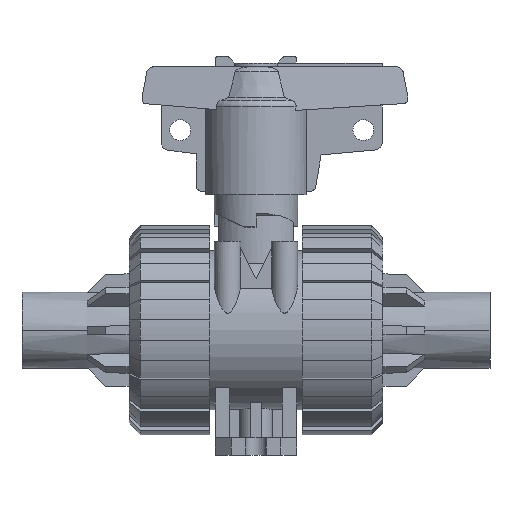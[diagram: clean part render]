
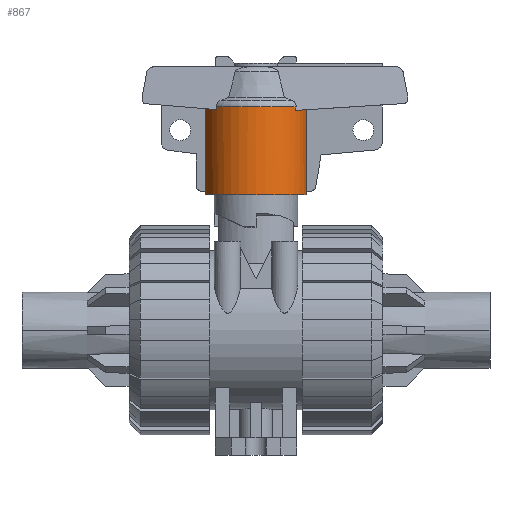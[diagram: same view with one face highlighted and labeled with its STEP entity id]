
A CAD part, front view. The second image highlights one B-rep face of the part: STEP entity #867.
In plain terms, the highlighted cylindrical face has radius 13.75 mm (diameter 27.5 mm), a partial arc.
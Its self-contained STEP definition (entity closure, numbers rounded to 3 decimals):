
#867=ADVANCED_FACE('',(#2037),#2038,.T.);
#2037=FACE_OUTER_BOUND('',#3579,.T.);
#2038=CYLINDRICAL_SURFACE('',#3580,13.75);
#3579=EDGE_LOOP('',(#6389,#6390,#6391,#6392,#6393,#6394,#6395,#6396,#6397,#6398,#6399,#6400));
#3580=AXIS2_PLACEMENT_3D('',#6401,#6402,#6403);
#6389=ORIENTED_EDGE('',*,*,#10477,.T.);
#6390=ORIENTED_EDGE('',*,*,#10534,.F.);
#6391=ORIENTED_EDGE('',*,*,#10504,.T.);
#6392=ORIENTED_EDGE('',*,*,#10473,.T.);
#6393=ORIENTED_EDGE('',*,*,#10386,.T.);
#6394=ORIENTED_EDGE('',*,*,#10529,.F.);
#6395=ORIENTED_EDGE('',*,*,#10564,.T.);
#6396=ORIENTED_EDGE('',*,*,#10369,.T.);
#6397=ORIENTED_EDGE('',*,*,#10565,.T.);
#6398=ORIENTED_EDGE('',*,*,#10531,.F.);
#6399=ORIENTED_EDGE('',*,*,#10390,.T.);
#6400=ORIENTED_EDGE('',*,*,#10404,.T.);
#6401=CARTESIAN_POINT('',(0.0,0.0,80.321));
#6402=DIRECTION('',(0.0,0.0,1.0));
#6403=DIRECTION('',(1.0,0.0,0.0));
#10369=EDGE_CURVE('',#12426,#12424,#12427,.T.);
#10386=EDGE_CURVE('',#12455,#12453,#12456,.T.);
#10390=EDGE_CURVE('',#12461,#12462,#12463,.T.);
#10404=EDGE_CURVE('',#12462,#12485,#12486,.T.);
#10473=EDGE_CURVE('',#12590,#12455,#12591,.T.);
#10477=EDGE_CURVE('',#12485,#12595,#12596,.T.);
#10504=EDGE_CURVE('',#12638,#12590,#12639,.T.);
#10529=EDGE_CURVE('',#12669,#12453,#12671,.T.);
#10531=EDGE_CURVE('',#12461,#12673,#12674,.T.);
#10534=EDGE_CURVE('',#12638,#12595,#12677,.T.);
#10564=EDGE_CURVE('',#12669,#12426,#12707,.T.);
#10565=EDGE_CURVE('',#12424,#12673,#12708,.T.);
#12424=VERTEX_POINT('',#15434);
#12426=VERTEX_POINT('',#15437);
#12427=CIRCLE('',#15438,13.75);
#12453=VERTEX_POINT('',#15555);
#12455=VERTEX_POINT('',#15573);
#12456=LINE('',#15574,#15575);
#12461=VERTEX_POINT('',#15582);
#12462=VERTEX_POINT('',#15583);
#12463=LINE('',#15584,#15585);
#12485=VERTEX_POINT('',#15680);
#12486=ELLIPSE('',#15681,13.778,13.75);
#12590=VERTEX_POINT('',#15975);
#12591=ELLIPSE('',#15976,13.798,13.75);
#12595=VERTEX_POINT('',#15981);
#12596=ELLIPSE('',#15982,98.798,13.75);
#12638=VERTEX_POINT('',#16129);
#12639=ELLIPSE('',#16130,98.798,13.75);
#12669=VERTEX_POINT('',#16216);
#12671=CIRCLE('',#16234,13.75);
#12673=VERTEX_POINT('',#16236);
#12674=CIRCLE('',#16237,13.75);
#12677=CIRCLE('',#16256,13.75);
#12707=LINE('',#16304,#16305);
#12708=LINE('',#16306,#16307);
#15434=CARTESIAN_POINT('',(13.304,-3.475,68.7));
#15437=CARTESIAN_POINT('',(-13.304,-3.475,68.7));
#15438=AXIS2_PLACEMENT_3D('',#22057,#22058,#22059);
#15555=CARTESIAN_POINT('',(-13.167,-3.96,91.942));
#15573=CARTESIAN_POINT('',(-13.167,-3.96,91.449));
#15574=CARTESIAN_POINT('',(-13.167,-3.96,91.145));
#15575=VECTOR('',#22065,1.0);
#15582=CARTESIAN_POINT('',(13.167,-3.96,91.942));
#15583=CARTESIAN_POINT('',(13.167,-3.96,91.177));
#15584=CARTESIAN_POINT('',(13.167,-3.96,91.145));
#15585=VECTOR('',#22068,1.0);
#15680=CARTESIAN_POINT('',(10.458,-8.927,91.006));
#15681=AXIS2_PLACEMENT_3D('',#22074,#22075,#22076);
#15975=CARTESIAN_POINT('',(-10.305,-9.103,91.211));
#15976=AXIS2_PLACEMENT_3D('',#22136,#22137,#22138);
#15981=CARTESIAN_POINT('',(10.577,-8.786,91.942));
#15982=AXIS2_PLACEMENT_3D('',#22143,#22144,#22145);
#16129=CARTESIAN_POINT('',(-10.401,-8.994,91.942));
#16130=AXIS2_PLACEMENT_3D('',#22167,#22168,#22169);
#16216=CARTESIAN_POINT('',(-13.304,-3.475,91.942));
#16234=AXIS2_PLACEMENT_3D('',#22192,#22193,#22194);
#16236=CARTESIAN_POINT('',(13.304,-3.475,91.942));
#16237=AXIS2_PLACEMENT_3D('',#22195,#22196,#22197);
#16256=AXIS2_PLACEMENT_3D('',#22198,#22199,#22200);
#16304=CARTESIAN_POINT('',(-13.304,-3.475,80.321));
#16305=VECTOR('',#22237,1.0);
#16306=CARTESIAN_POINT('',(13.304,-3.475,80.321));
#16307=VECTOR('',#22238,1.0);
#22057=CARTESIAN_POINT('',(0.0,0.0,68.7));
#22058=DIRECTION('',(0.0,0.0,1.0));
#22059=DIRECTION('',(1.0,0.0,0.0));
#22065=DIRECTION('',(0.0,0.0,1.0));
#22068=DIRECTION('',(-0.0,-0.0,-1.0));
#22074=CARTESIAN_POINT('',(0.0,0.0,90.344));
#22075=DIRECTION('',(0.063,0.0,-0.998));
#22076=DIRECTION('',(0.998,0.0,0.063));
#22136=CARTESIAN_POINT('',(0.0,0.0,90.352));
#22137=DIRECTION('',(-0.083,-0.0,-0.997));
#22138=DIRECTION('',(0.997,0.0,-0.083));
#22143=CARTESIAN_POINT('',(0.0,0.0,159.558));
#22144=DIRECTION('',(0.069,-0.988,0.139));
#22145=DIRECTION('',(0.01,-0.139,-0.99));
#22167=CARTESIAN_POINT('',(0.0,0.0,160.942));
#22168=DIRECTION('',(-0.069,-0.988,0.139));
#22169=DIRECTION('',(0.01,0.139,0.99));
#22192=CARTESIAN_POINT('',(0.0,0.0,91.942));
#22193=DIRECTION('',(0.0,0.0,1.0));
#22194=DIRECTION('',(1.0,0.0,0.0));
#22195=CARTESIAN_POINT('',(0.0,0.0,91.942));
#22196=DIRECTION('',(0.0,0.0,1.0));
#22197=DIRECTION('',(1.0,0.0,0.0));
#22198=CARTESIAN_POINT('',(0.0,0.0,91.942));
#22199=DIRECTION('',(0.0,0.0,1.0));
#22200=DIRECTION('',(1.0,0.0,0.0));
#22237=DIRECTION('',(-0.0,-0.0,-1.0));
#22238=DIRECTION('',(0.0,0.0,1.0));
